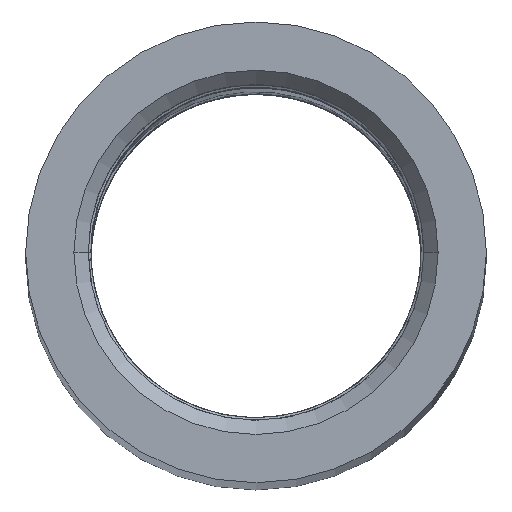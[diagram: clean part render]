
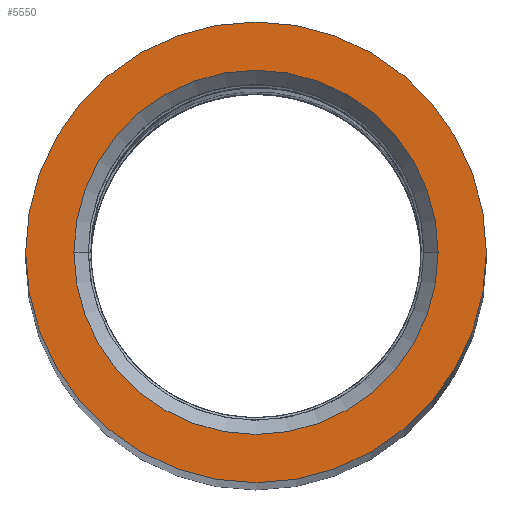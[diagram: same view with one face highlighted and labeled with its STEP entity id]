
A CAD part, top view. The second image highlights one B-rep face of the part: STEP entity #5550.
In plain terms, the highlighted planar face has unit normal (0, 0, 1).
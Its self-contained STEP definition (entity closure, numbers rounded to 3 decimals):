
#721 = DIRECTION ( 'NONE',  ( 0., 0., 1. ) ) ;
#967 = VERTEX_POINT ( 'NONE', #2506 ) ;
#1148 = AXIS2_PLACEMENT_3D ( 'NONE', #2724, #3519, #1225 ) ;
#1225 = DIRECTION ( 'NONE',  ( 1., 0., 0. ) ) ;
#1305 = ORIENTED_EDGE ( 'NONE', *, *, #2999, .T. ) ;
#1505 = PLANE ( 'NONE',  #5633 ) ;
#1649 = DIRECTION ( 'NONE',  ( 0., 0., -1. ) ) ;
#2122 = DIRECTION ( 'NONE',  ( 1., 0., 0. ) ) ;
#2215 = FACE_BOUND ( 'NONE', #8460, .T. ) ;
#2506 = CARTESIAN_POINT ( 'NONE',  ( 16., 0., 290. ) ) ;
#2724 = CARTESIAN_POINT ( 'NONE',  ( 0., 0., 290. ) ) ;
#2808 = CIRCLE ( 'NONE', #6999, 16. ) ;
#2981 = CARTESIAN_POINT ( 'NONE',  ( 0., 0., 290. ) ) ;
#2999 = EDGE_CURVE ( 'NONE', #967, #5011, #2808, .T. ) ;
#3519 = DIRECTION ( 'NONE',  ( 0., 0., -1. ) ) ;
#3678 = ORIENTED_EDGE ( 'NONE', *, *, #4496, .T. ) ;
#3722 = DIRECTION ( 'NONE',  ( 0., 0., 1. ) ) ;
#3748 = CARTESIAN_POINT ( 'NONE',  ( 0., 0., 290. ) ) ;
#4447 = CIRCLE ( 'NONE', #8484, 16. ) ;
#4462 = AXIS2_PLACEMENT_3D ( 'NONE', #3748, #1649, #6134 ) ;
#4496 = EDGE_CURVE ( 'NONE', #6382, #8690, #9255, .T. ) ;
#4731 = CIRCLE ( 'NONE', #1148, 12.65 ) ;
#4785 = ORIENTED_EDGE ( 'NONE', *, *, #6018, .T. ) ;
#5011 = VERTEX_POINT ( 'NONE', #6432 ) ;
#5514 = CARTESIAN_POINT ( 'NONE',  ( -12.65, 0., 290. ) ) ;
#5550 = ADVANCED_FACE ( 'NONE', ( #2215, #7926 ), #1505, .T. ) ;
#5633 = AXIS2_PLACEMENT_3D ( 'NONE', #7221, #8677, #7458 ) ;
#6018 = EDGE_CURVE ( 'NONE', #8690, #6382, #4731, .T. ) ;
#6134 = DIRECTION ( 'NONE',  ( 1., 0., 0. ) ) ;
#6382 = VERTEX_POINT ( 'NONE', #5514 ) ;
#6432 = CARTESIAN_POINT ( 'NONE',  ( -16., 0., 290. ) ) ;
#6999 = AXIS2_PLACEMENT_3D ( 'NONE', #2981, #3722, #8737 ) ;
#7221 = CARTESIAN_POINT ( 'NONE',  ( 0., 0., 290. ) ) ;
#7365 = CARTESIAN_POINT ( 'NONE',  ( 12.65, 0., 290. ) ) ;
#7458 = DIRECTION ( 'NONE',  ( 1., 0., 0. ) ) ;
#7926 = FACE_OUTER_BOUND ( 'NONE', #9000, .T. ) ;
#8460 = EDGE_LOOP ( 'NONE', ( #4785, #3678 ) ) ;
#8484 = AXIS2_PLACEMENT_3D ( 'NONE', #8540, #721, #2122 ) ;
#8500 = EDGE_CURVE ( 'NONE', #5011, #967, #4447, .T. ) ;
#8540 = CARTESIAN_POINT ( 'NONE',  ( 0., 0., 290. ) ) ;
#8677 = DIRECTION ( 'NONE',  ( 0., 0., 1. ) ) ;
#8690 = VERTEX_POINT ( 'NONE', #7365 ) ;
#8737 = DIRECTION ( 'NONE',  ( 1., 0., 0. ) ) ;
#9000 = EDGE_LOOP ( 'NONE', ( #9263, #1305 ) ) ;
#9255 = CIRCLE ( 'NONE', #4462, 12.65 ) ;
#9263 = ORIENTED_EDGE ( 'NONE', *, *, #8500, .T. ) ;
